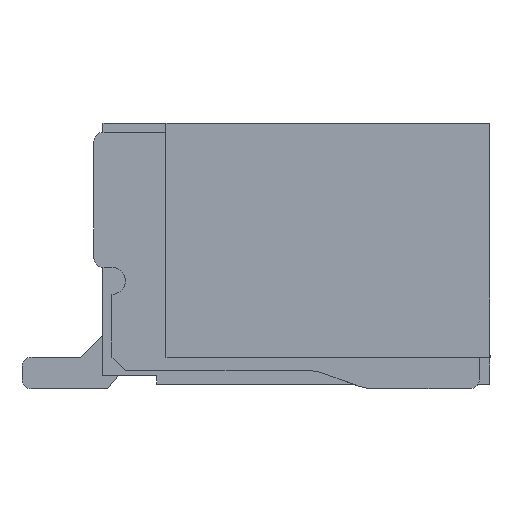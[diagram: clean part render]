
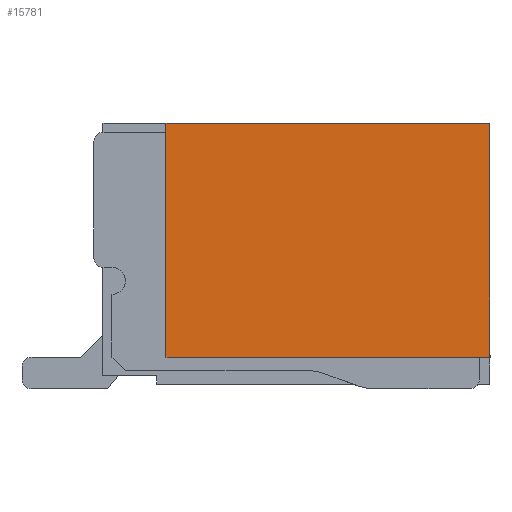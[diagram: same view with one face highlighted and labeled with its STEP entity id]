
A CAD part, left-side view. The second image highlights one B-rep face of the part: STEP entity #15781.
In plain terms, the highlighted planar face has unit normal (-1, 0, 0).
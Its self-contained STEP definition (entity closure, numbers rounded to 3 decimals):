
#1713 = LINE ( 'NONE', #14825, #24198 ) ;
#1848 = ORIENTED_EDGE ( 'NONE', *, *, #5441, .T. ) ;
#2454 = VECTOR ( 'NONE', #20544, 1000. ) ;
#3209 = FACE_OUTER_BOUND ( 'NONE', #6004, .T. ) ;
#3211 = ORIENTED_EDGE ( 'NONE', *, *, #10656, .T. ) ;
#3233 = VERTEX_POINT ( 'NONE', #10503 ) ;
#3379 = EDGE_CURVE ( 'NONE', #8341, #6352, #14738, .T. ) ;
#4281 = CARTESIAN_POINT ( 'NONE',  ( -3., -4.3, -1.15 ) ) ;
#4428 = LINE ( 'NONE', #8248, #20924 ) ;
#5311 = CARTESIAN_POINT ( 'NONE',  ( -3., -4.3, 1.45 ) ) ;
#5441 = EDGE_CURVE ( 'NONE', #8341, #7284, #22162, .T. ) ;
#6004 = EDGE_LOOP ( 'NONE', ( #3211, #19981, #1848, #18271 ) ) ;
#6352 = VERTEX_POINT ( 'NONE', #4281 ) ;
#6902 = CARTESIAN_POINT ( 'NONE',  ( -3., -4.3, 1.45 ) ) ;
#7284 = VERTEX_POINT ( 'NONE', #20398 ) ;
#7429 = DIRECTION ( 'NONE',  ( 0., -1., 0. ) ) ;
#8248 = CARTESIAN_POINT ( 'NONE',  ( -3., -0.7, -1.45 ) ) ;
#8341 = VERTEX_POINT ( 'NONE', #5311 ) ;
#8556 = DIRECTION ( 'NONE',  ( 0., -1., 0. ) ) ;
#8794 = PLANE ( 'NONE',  #19551 ) ;
#10060 = EDGE_CURVE ( 'NONE', #3233, #7284, #4428, .T. ) ;
#10503 = CARTESIAN_POINT ( 'NONE',  ( -3., -0.7, -1.15 ) ) ;
#10656 = EDGE_CURVE ( 'NONE', #3233, #6352, #1713, .T. ) ;
#11237 = CARTESIAN_POINT ( 'NONE',  ( -3., -4.3, 1.45 ) ) ;
#14738 = LINE ( 'NONE', #11237, #2454 ) ;
#14825 = CARTESIAN_POINT ( 'NONE',  ( -3., 0., -1.15 ) ) ;
#15781 = ADVANCED_FACE ( 'NONE', ( #3209 ), #8794, .F. ) ;
#16515 = DIRECTION ( 'NONE',  ( 1., 0., 0. ) ) ;
#17013 = VECTOR ( 'NONE', #20385, 1000. ) ;
#18176 = CARTESIAN_POINT ( 'NONE',  ( -3., -4.3, 1.45 ) ) ;
#18271 = ORIENTED_EDGE ( 'NONE', *, *, #10060, .F. ) ;
#19551 = AXIS2_PLACEMENT_3D ( 'NONE', #6902, #16515, #8556 ) ;
#19981 = ORIENTED_EDGE ( 'NONE', *, *, #3379, .F. ) ;
#20385 = DIRECTION ( 'NONE',  ( 0., 1., 0. ) ) ;
#20398 = CARTESIAN_POINT ( 'NONE',  ( -3., -0.7, 1.45 ) ) ;
#20544 = DIRECTION ( 'NONE',  ( 0., 0., -1. ) ) ;
#20924 = VECTOR ( 'NONE', #21067, 1000. ) ;
#21067 = DIRECTION ( 'NONE',  ( 0., 0., 1. ) ) ;
#22162 = LINE ( 'NONE', #18176, #17013 ) ;
#24198 = VECTOR ( 'NONE', #7429, 1000. ) ;
